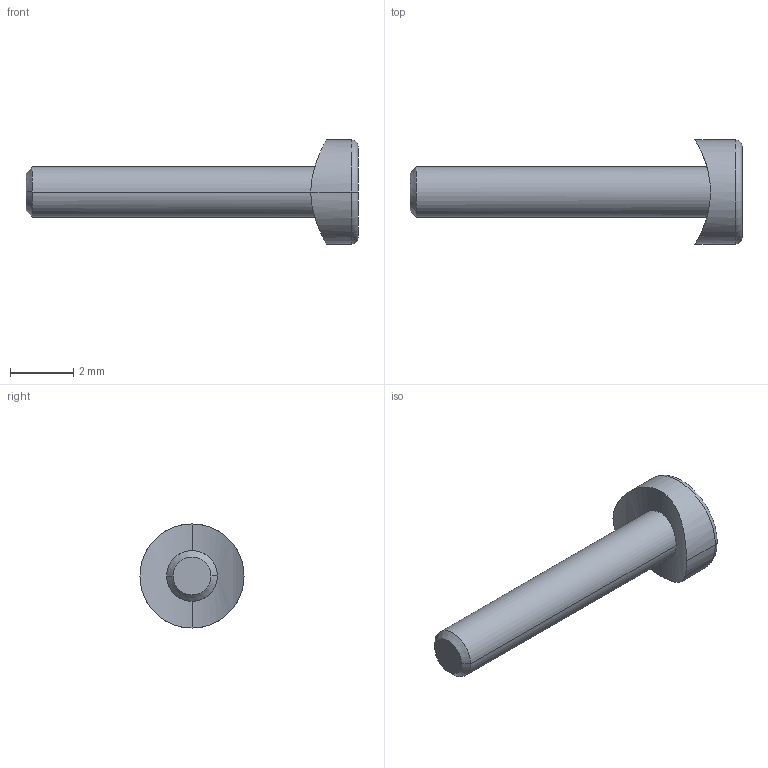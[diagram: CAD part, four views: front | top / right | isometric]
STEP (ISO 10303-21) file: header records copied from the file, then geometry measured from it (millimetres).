
FILE_DESCRIPTION(('CATIA V5 STEP Exchange'),'2;1');
FILE_NAME('surub.stp','2010-10-22T07:44:37+00:00',('none'),('none'),'CATIA Version 5 Release 19 SP 2 (IN-10)','CATIA V5 STEP AP203','none');
FILE_SCHEMA(('CONFIG_CONTROL_DESIGN'));
Length unit declared in the file: millimetre
Products named in the file (1): surub
Bounding box: 10.5 x 3.29 x 3.29 mm (x, y, z)
Volume: 28.4 mm3; surface area: 76.1 mm2
Topology: 1 solids, 1 shells, 12 faces, 26 edges, 16 vertices
Faces by surface type: cylinder 6, plane 2, torus 2, cone 2
Entity records: 381 total; most frequent: CARTESIAN_POINT 104, ORIENTED_EDGE 52, DIRECTION 36, EDGE_CURVE 26, AXIS2_PLACEMENT_3D 20, VERTEX_POINT 16, ADVANCED_FACE 12, EDGE_LOOP 12
